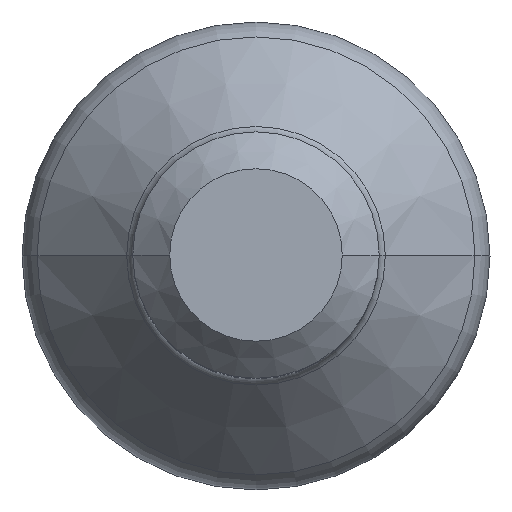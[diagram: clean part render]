
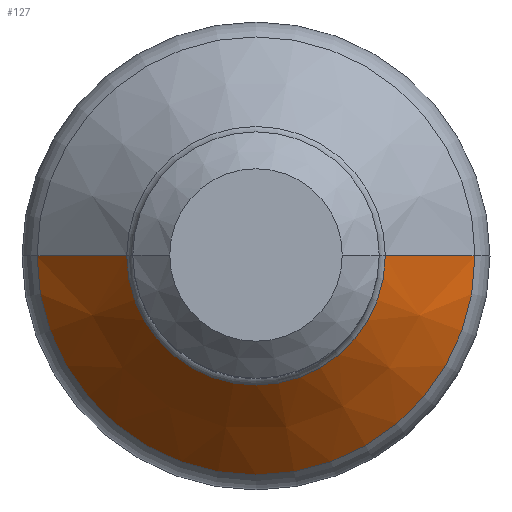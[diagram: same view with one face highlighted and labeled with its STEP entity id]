
A CAD part, top view. The second image highlights one B-rep face of the part: STEP entity #127.
In plain terms, the highlighted conical face has half-angle 41 degrees and reference radius 1.413 mm.
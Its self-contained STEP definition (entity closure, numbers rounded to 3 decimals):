
#76=CONICAL_SURFACE('',#542,1.413,41.);
#83=LINE('',#782,#103);
#84=LINE('',#783,#104);
#103=VECTOR('',#634,1.);
#104=VECTOR('',#635,1.);
#127=ADVANCED_FACE('',(#159),#76,.T.);
#159=FACE_OUTER_BOUND('',#188,.T.);
#188=EDGE_LOOP('',(#241,#242,#243,#244));
#241=ORIENTED_EDGE('',*,*,#405,.T.);
#242=ORIENTED_EDGE('',*,*,#409,.F.);
#243=ORIENTED_EDGE('',*,*,#411,.F.);
#244=ORIENTED_EDGE('',*,*,#410,.T.);
#357=VERTEX_POINT('',#772);
#358=VERTEX_POINT('',#774);
#359=VERTEX_POINT('',#780);
#360=VERTEX_POINT('',#781);
#405=EDGE_CURVE('',#358,#357,#471,.T.);
#409=EDGE_CURVE('',#360,#357,#83,.T.);
#410=EDGE_CURVE('',#359,#358,#84,.T.);
#411=EDGE_CURVE('',#359,#360,#475,.T.);
#471=CIRCLE('',#534,1.049);
#475=CIRCLE('',#541,1.777);
#534=AXIS2_PLACEMENT_3D('',#773,#622,#623);
#541=AXIS2_PLACEMENT_3D('',#785,#638,#639);
#542=AXIS2_PLACEMENT_3D('',#786,#640,#641);
#622=DIRECTION('',(0.,0.,-1.));
#623=DIRECTION('',(1.,0.,0.));
#634=DIRECTION('',(0.656,0.,0.755));
#635=DIRECTION('',(-0.656,0.,0.755));
#638=DIRECTION('',(0.,0.,-1.));
#639=DIRECTION('',(1.,0.,0.));
#640=DIRECTION('',(0.,0.,-1.));
#641=DIRECTION('',(-1.,0.,0.));
#772=CARTESIAN_POINT('',(-1.049,0.,1.877));
#773=CARTESIAN_POINT('',(0.,0.,1.877));
#774=CARTESIAN_POINT('',(1.049,0.,1.877));
#780=CARTESIAN_POINT('',(1.777,0.,1.039));
#781=CARTESIAN_POINT('',(-1.777,0.,1.039));
#782=CARTESIAN_POINT('',(-1.049,0.,1.877));
#783=CARTESIAN_POINT('',(1.049,0.,1.877));
#785=CARTESIAN_POINT('',(0.,0.,1.039));
#786=CARTESIAN_POINT('',(0.,0.,1.458));
